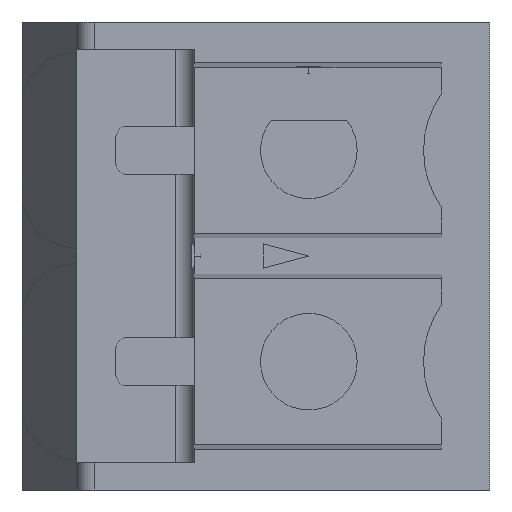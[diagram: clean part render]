
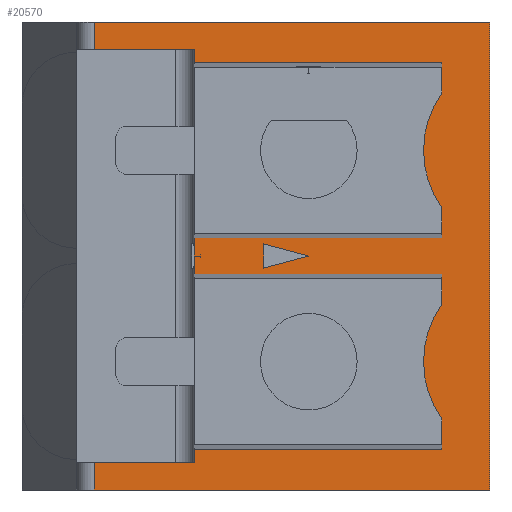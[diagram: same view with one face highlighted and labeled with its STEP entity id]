
A CAD part, left-side view. The second image highlights one B-rep face of the part: STEP entity #20570.
In plain terms, the highlighted planar face has unit normal (-1, 0, 0).
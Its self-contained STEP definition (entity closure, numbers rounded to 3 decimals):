
#8230=CARTESIAN_POINT('',(19.772,40.687,
-9.676));
#8240=VERTEX_POINT('',#8230);
#8410=CARTESIAN_POINT('',(19.772,40.687,
-9.175));
#8420=VERTEX_POINT('',#8410);
#8450=CARTESIAN_POINT('',(19.772,40.687,0.));
#8460=DIRECTION('',(0.,0.,1.));
#8470=VECTOR('',#8460,1.);
#8480=LINE('',#8450,#8470);
#8490=EDGE_CURVE('',#8240,#8420,#8480,.T.);
#10210=CARTESIAN_POINT('',(19.772,44.787,
-8.95));
#10220=VERTEX_POINT('',#10210);
#10570=CARTESIAN_POINT('',(19.772,46.437,
-8.95));
#10580=VERTEX_POINT('',#10570);
#10610=CARTESIAN_POINT('',(19.772,0.,-8.95));
#10620=DIRECTION('',(0.,1.,0.));
#10630=VECTOR('',#10620,1.);
#10640=LINE('',#10610,#10630);
#10650=EDGE_CURVE('',#10220,#10580,#10640,.T.);
#18760=CARTESIAN_POINT('',(19.772,50.573,
-19.825));
#18770=DIRECTION('',(1.,0.,0.));
#18780=DIRECTION('',(0.,-1.,0.));
#18790=AXIS2_PLACEMENT_3D('',#18760,#18770,#18780);
#18800=PLANE('',#18790);
#18810=CARTESIAN_POINT('',(19.772,0.,-9.175));
#18820=DIRECTION('',(0.,-1.,0.));
#18830=VECTOR('',#18820,1.);
#18840=LINE('',#18810,#18830);
#18850=CARTESIAN_POINT('',(19.772,44.787,
-9.175));
#18860=VERTEX_POINT('',#18850);
#18870=EDGE_CURVE('',#18860,#8420,#18840,.T.);
#18880=ORIENTED_EDGE('',*,*,#18870,.T.);
#18890=CARTESIAN_POINT('',(19.772,44.787,0.));
#18900=DIRECTION('',(0.,0.,-1.));
#18910=VECTOR('',#18900,1.);
#18920=LINE('',#18890,#18910);
#18930=EDGE_CURVE('',#10220,#18860,#18920,.T.);
#18940=ORIENTED_EDGE('',*,*,#18930,.T.);
#18950=ORIENTED_EDGE('',*,*,#10650,.F.);
#18960=CARTESIAN_POINT('',(19.772,46.437,
-8.5));
#18970=DIRECTION('',(0.,0.,1.));
#18980=VECTOR('',#18970,1.);
#18990=LINE('',#18960,#18980);
#19000=CARTESIAN_POINT('',(19.772,46.437,
-8.5));
#19010=VERTEX_POINT('',#19000);
#19020=EDGE_CURVE('',#10580,#19010,#18990,.T.);
#19030=ORIENTED_EDGE('',*,*,#19020,.F.);
#19040=CARTESIAN_POINT('',(19.772,0.,-8.5));
#19050=DIRECTION('',(0.,-1.,0.));
#19060=VECTOR('',#19050,1.);
#19070=LINE('',#19040,#19060);
#19080=CARTESIAN_POINT('',(19.772,39.887,
-8.5));
#19090=VERTEX_POINT('',#19080);
#19100=EDGE_CURVE('',#19010,#19090,#19070,.T.);
#19110=ORIENTED_EDGE('',*,*,#19100,.F.);
#19120=CARTESIAN_POINT('',(19.772,39.887,0.));
#19130=DIRECTION('',(0.,0.,-1.));
#19140=VECTOR('',#19130,1.);
#19150=LINE('',#19120,#19140);
#19160=CARTESIAN_POINT('',(19.772,39.887,
-16.25));
#19170=VERTEX_POINT('',#19160);
#19180=EDGE_CURVE('',#19090,#19170,#19150,.T.);
#19190=ORIENTED_EDGE('',*,*,#19180,.F.);
#19200=CARTESIAN_POINT('',(19.772,0.,-16.25));
#19210=DIRECTION('',(0.,1.,0.));
#19220=VECTOR('',#19210,1.);
#19230=LINE('',#19200,#19220);
#19240=CARTESIAN_POINT('',(19.772,46.437,
-16.25));
#19250=VERTEX_POINT('',#19240);
#19260=EDGE_CURVE('',#19170,#19250,#19230,.T.);
#19270=ORIENTED_EDGE('',*,*,#19260,.F.);
#19280=CARTESIAN_POINT('',(19.772,46.437,5.5));
#19290=DIRECTION('',(0.,0.,1.));
#19300=VECTOR('',#19290,1.);
#19310=LINE('',#19280,#19300);
#19320=CARTESIAN_POINT('',(19.772,46.437,
-15.8));
#19330=VERTEX_POINT('',#19320);
#19340=EDGE_CURVE('',#19250,#19330,#19310,.T.);
#19350=ORIENTED_EDGE('',*,*,#19340,.F.);
#19360=CARTESIAN_POINT('',(19.772,0.,-15.8));
#19370=DIRECTION('',(0.,-1.,0.));
#19380=VECTOR('',#19370,1.);
#19390=LINE('',#19360,#19380);
#19400=CARTESIAN_POINT('',(19.772,44.787,
-15.8));
#19410=VERTEX_POINT('',#19400);
#19420=EDGE_CURVE('',#19330,#19410,#19390,.T.);
#19430=ORIENTED_EDGE('',*,*,#19420,.F.);
#19440=CARTESIAN_POINT('',(19.772,44.787,0.));
#19450=DIRECTION('',(0.,0.,-1.));
#19460=VECTOR('',#19450,1.);
#19470=LINE('',#19440,#19460);
#19480=CARTESIAN_POINT('',(19.772,44.787,
-15.575));
#19490=VERTEX_POINT('',#19480);
#19500=EDGE_CURVE('',#19490,#19410,#19470,.T.);
#19510=ORIENTED_EDGE('',*,*,#19500,.T.);
#19520=CARTESIAN_POINT('',(19.772,0.,-15.575));
#19530=DIRECTION('',(0.,1.,0.));
#19540=VECTOR('',#19530,1.);
#19550=LINE('',#19520,#19540);
#19560=CARTESIAN_POINT('',(19.772,40.687,
-15.575));
#19570=VERTEX_POINT('',#19560);
#19580=EDGE_CURVE('',#19570,#19490,#19550,.T.);
#19590=ORIENTED_EDGE('',*,*,#19580,.T.);
#19600=CARTESIAN_POINT('',(19.772,40.687,0.));
#19610=DIRECTION('',(0.,0.,1.));
#19620=VECTOR('',#19610,1.);
#19630=LINE('',#19600,#19620);
#19640=CARTESIAN_POINT('',(19.772,40.687,
-15.074));
#19650=VERTEX_POINT('',#19640);
#19660=EDGE_CURVE('',#19570,#19650,#19630,.T.);
#19670=ORIENTED_EDGE('',*,*,#19660,.F.);
#19680=CARTESIAN_POINT('',(19.772,39.337,
-14.125));
#19690=DIRECTION('',(-1.,0.,0.));
#19700=DIRECTION('',(0.,-1.,0.));
#19710=AXIS2_PLACEMENT_3D('',#19680,#19690,#19700);
#19720=CIRCLE('',#19710,1.65);
#19730=CARTESIAN_POINT('',(19.772,40.987,
-14.125));
#19740=VERTEX_POINT('',#19730);
#19750=EDGE_CURVE('',#19740,#19650,#19720,.T.);
#19760=ORIENTED_EDGE('',*,*,#19750,.T.);
#19770=CARTESIAN_POINT('',(19.772,40.687,
-13.176));
#19780=VERTEX_POINT('',#19770);
#19790=EDGE_CURVE('',#19780,#19740,#19720,.T.);
#19800=ORIENTED_EDGE('',*,*,#19790,.T.);
#19810=CARTESIAN_POINT('',(19.772,40.687,0.));
#19820=DIRECTION('',(0.,0.,-1.));
#19830=VECTOR('',#19820,1.);
#19840=LINE('',#19810,#19830);
#19850=CARTESIAN_POINT('',(19.772,40.687,
-12.675));
#19860=VERTEX_POINT('',#19850);
#19870=EDGE_CURVE('',#19860,#19780,#19840,.T.);
#19880=ORIENTED_EDGE('',*,*,#19870,.T.);
#19890=CARTESIAN_POINT('',(19.772,0.,-12.675));
#19900=DIRECTION('',(0.,1.,0.));
#19910=VECTOR('',#19900,1.);
#19920=LINE('',#19890,#19910);
#19930=CARTESIAN_POINT('',(19.772,44.787,
-12.675));
#19940=VERTEX_POINT('',#19930);
#19950=EDGE_CURVE('',#19860,#19940,#19920,.T.);
#19960=ORIENTED_EDGE('',*,*,#19950,.F.);
#19970=CARTESIAN_POINT('',(19.772,44.787,
-10.625));
#19980=DIRECTION('',(0.,0.,-1.));
#19990=VECTOR('',#19980,1.);
#20000=LINE('',#19970,#19990);
#20010=CARTESIAN_POINT('',(19.772,44.787,
-12.075));
#20020=VERTEX_POINT('',#20010);
#20030=EDGE_CURVE('',#20020,#19940,#20000,.T.);
#20040=ORIENTED_EDGE('',*,*,#20030,.T.);
#20050=CARTESIAN_POINT('',(19.772,0.,-12.075));
#20060=DIRECTION('',(0.,-1.,0.));
#20070=VECTOR('',#20060,1.);
#20080=LINE('',#20050,#20070);
#20090=CARTESIAN_POINT('',(19.772,40.687,
-12.075));
#20100=VERTEX_POINT('',#20090);
#20110=EDGE_CURVE('',#20020,#20100,#20080,.T.);
#20120=ORIENTED_EDGE('',*,*,#20110,.F.);
#20130=CARTESIAN_POINT('',(19.772,40.687,
-11.574));
#20140=VERTEX_POINT('',#20130);
#20150=EDGE_CURVE('',#20140,#20100,#19840,.T.);
#20160=ORIENTED_EDGE('',*,*,#20150,.T.);
#20170=CARTESIAN_POINT('',(19.772,39.337,
-10.625));
#20180=DIRECTION('',(-1.,0.,0.));
#20190=DIRECTION('',(0.,-1.,0.));
#20200=AXIS2_PLACEMENT_3D('',#20170,#20180,#20190);
#20210=CIRCLE('',#20200,1.65);
#20220=CARTESIAN_POINT('',(19.772,40.987,
-10.625));
#20230=VERTEX_POINT('',#20220);
#20240=EDGE_CURVE('',#20230,#20140,#20210,.T.);
#20250=ORIENTED_EDGE('',*,*,#20240,.T.);
#20260=EDGE_CURVE('',#8240,#20230,#20210,.T.);
#20270=ORIENTED_EDGE('',*,*,#20260,.T.);
#20280=ORIENTED_EDGE('',*,*,#8490,.F.);
#20290=EDGE_LOOP('',(#20280,#20270,#20250,#20160,#20120,#20040,#19960,
#19880,#19800,#19760,#19670,#19590,#19510,#19430,#19350,#19270,#19190,
#19110,#19030,#18950,#18940,#18880));
#20300=FACE_OUTER_BOUND('',#20290,.T.);
#20310=CARTESIAN_POINT('',(19.772,0.,-0.883));
#20320=DIRECTION('',(0.,-0.966,0.259));
#20330=VECTOR('',#20320,1.);
#20340=LINE('',#20310,#20330);
#20350=CARTESIAN_POINT('',(19.772,43.637,
-12.576));
#20360=VERTEX_POINT('',#20350);
#20370=CARTESIAN_POINT('',(19.772,42.887,
-12.375));
#20380=VERTEX_POINT('',#20370);
#20390=EDGE_CURVE('',#20360,#20380,#20340,.T.);
#20400=ORIENTED_EDGE('',*,*,#20390,.F.);
#20410=CARTESIAN_POINT('',(19.772,0.,-23.867));
#20420=DIRECTION('',(0.,0.966,0.259));
#20430=VECTOR('',#20420,1.);
#20440=LINE('',#20410,#20430);
#20450=CARTESIAN_POINT('',(19.772,43.637,
-12.174));
#20460=VERTEX_POINT('',#20450);
#20470=EDGE_CURVE('',#20380,#20460,#20440,.T.);
#20480=ORIENTED_EDGE('',*,*,#20470,.F.);
#20490=CARTESIAN_POINT('',(19.772,43.637,0.));
#20500=DIRECTION('',(0.,0.,-1.));
#20510=VECTOR('',#20500,1.);
#20520=LINE('',#20490,#20510);
#20530=EDGE_CURVE('',#20460,#20360,#20520,.T.);
#20540=ORIENTED_EDGE('',*,*,#20530,.F.);
#20550=EDGE_LOOP('',(#20540,#20480,#20400));
#20560=FACE_BOUND('',#20550,.T.);
#20570=ADVANCED_FACE('',(#20300,#20560),#18800,.F.);
